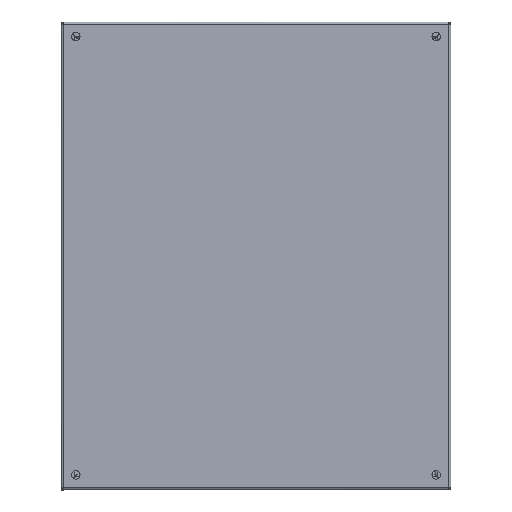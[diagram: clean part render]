
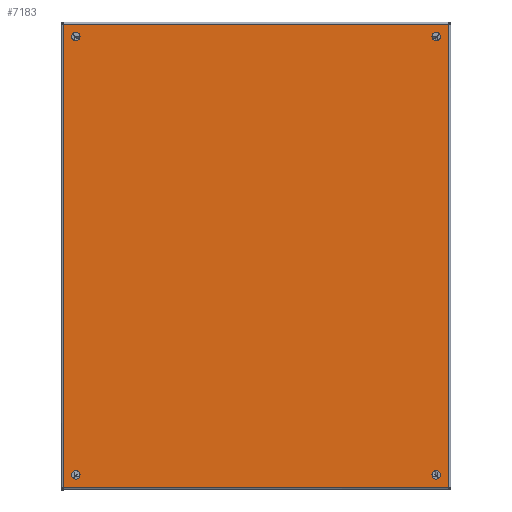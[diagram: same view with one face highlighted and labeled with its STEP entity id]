
A CAD part, top view. The second image highlights one B-rep face of the part: STEP entity #7183.
In plain terms, the highlighted planar face has unit normal (0, 0, 1).
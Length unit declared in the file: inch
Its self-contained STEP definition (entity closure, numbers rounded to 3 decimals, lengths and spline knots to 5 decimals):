
#2746 = CARTESIAN_POINT ( 'NONE',  ( -0.01975, -0.00777, 12.9175 ) ) ;
#3575 = CARTESIAN_POINT ( 'NONE',  ( 0.40625, 0.625, 12.9175 ) ) ;
#3693 = EDGE_CURVE ( 'NONE', #44664, #44664, #24115, .T. ) ;
#4047 = VERTEX_POINT ( 'NONE', #2746 ) ;
#4653 = FACE_BOUND ( 'NONE', #42339, .T. ) ;
#4655 = EDGE_LOOP ( 'NONE', ( #10073 ) ) ;
#5355 = ORIENTED_EDGE ( 'NONE', *, *, #38037, .T. ) ;
#5723 = EDGE_LOOP ( 'NONE', ( #74582 ) ) ;
#6207 = ORIENTED_EDGE ( 'NONE', *, *, #40827, .F. ) ;
#6643 = VECTOR ( 'NONE', #55240, 39.37008 ) ;
#6831 = LINE ( 'NONE', #47646, #14771 ) ;
#7183 = ADVANCED_FACE ( 'NONE', ( #39175, #70997, #38226, #4653, #70032 ), #17747, .F. ) ;
#9091 = CIRCLE ( 'NONE', #61397, 0.21875 ) ;
#9407 = CARTESIAN_POINT ( 'NONE',  ( 19.81289, -0.06289, 12.9175 ) ) ;
#10073 = ORIENTED_EDGE ( 'NONE', *, *, #3693, .F. ) ;
#11160 = DIRECTION ( 'NONE',  ( -1., 0., 0. ) ) ;
#11394 = CARTESIAN_POINT ( 'NONE',  ( -0.00777, -0.01975, 12.9175 ) ) ;
#12081 = DIRECTION ( 'NONE',  ( -1., 0., 0. ) ) ;
#13005 = CARTESIAN_POINT ( 'NONE',  ( -0.01975, 11.875, 12.9175 ) ) ;
#14646 = DIRECTION ( 'NONE',  ( 0., 0., -1. ) ) ;
#14771 = VECTOR ( 'NONE', #72694, 39.37008 ) ;
#14935 = DIRECTION ( 'NONE',  ( 1., 0., 0. ) ) ;
#15493 = VERTEX_POINT ( 'NONE', #25275 ) ;
#15671 = EDGE_LOOP ( 'NONE', ( #50841, #41944, #37506, #29582, #5355, #43451, #58293, #66470 ) ) ;
#17470 = DIRECTION ( 'NONE',  ( 0., 0., -1. ) ) ;
#17747 = PLANE ( 'NONE',  #81533 ) ;
#18295 = EDGE_CURVE ( 'NONE', #52204, #26545, #63610, .T. ) ;
#18691 = CIRCLE ( 'NONE', #54695, 0.07 ) ;
#18894 = CARTESIAN_POINT ( 'NONE',  ( 19.76975, 23.75777, 12.9175 ) ) ;
#20668 = CARTESIAN_POINT ( 'NONE',  ( 19.81289, 23.81289, 12.9175 ) ) ;
#20759 = EDGE_CURVE ( 'NONE', #4047, #26545, #18691, .T. ) ;
#21214 = EDGE_CURVE ( 'NONE', #64453, #64453, #52134, .T. ) ;
#21257 = EDGE_CURVE ( 'NONE', #4047, #15493, #23398, .T. ) ;
#21821 = CARTESIAN_POINT ( 'NONE',  ( -0.00777, 23.76975, 12.9175 ) ) ;
#22535 = AXIS2_PLACEMENT_3D ( 'NONE', #9407, #52741, #14935 ) ;
#22545 = CARTESIAN_POINT ( 'NONE',  ( 19.76975, 11.875, 12.9175 ) ) ;
#23398 = LINE ( 'NONE', #13005, #6643 ) ;
#23939 = EDGE_CURVE ( 'NONE', #49517, #49517, #9091, .T. ) ;
#24115 = CIRCLE ( 'NONE', #31216, 0.21875 ) ;
#25275 = CARTESIAN_POINT ( 'NONE',  ( -0.01975, 23.75777, 12.9175 ) ) ;
#25717 = DIRECTION ( 'NONE',  ( -1., 0., 0. ) ) ;
#26449 = DIRECTION ( 'NONE',  ( 1., 0., 0. ) ) ;
#26545 = VERTEX_POINT ( 'NONE', #11394 ) ;
#29173 = LINE ( 'NONE', #22545, #58961 ) ;
#29582 = ORIENTED_EDGE ( 'NONE', *, *, #72120, .F. ) ;
#30073 = DIRECTION ( 'NONE',  ( -1., 0., 0. ) ) ;
#31216 = AXIS2_PLACEMENT_3D ( 'NONE', #74233, #43097, #30073 ) ;
#32073 = DIRECTION ( 'NONE',  ( 0., 0., 1. ) ) ;
#32199 = ORIENTED_EDGE ( 'NONE', *, *, #23939, .F. ) ;
#33049 = CARTESIAN_POINT ( 'NONE',  ( 19.75777, 23.76975, 12.9175 ) ) ;
#33678 = DIRECTION ( 'NONE',  ( 0., 0., 1. ) ) ;
#33884 = CIRCLE ( 'NONE', #76414, 0.21875 ) ;
#34239 = CARTESIAN_POINT ( 'NONE',  ( 19.125, 0.625, 12.9175 ) ) ;
#36378 = CIRCLE ( 'NONE', #22535, 0.07 ) ;
#37251 = CARTESIAN_POINT ( 'NONE',  ( 18.90625, 23.125, 12.9175 ) ) ;
#37506 = ORIENTED_EDGE ( 'NONE', *, *, #39335, .T. ) ;
#38025 = VERTEX_POINT ( 'NONE', #64471 ) ;
#38037 = EDGE_CURVE ( 'NONE', #52173, #15493, #56638, .T. ) ;
#38226 = FACE_BOUND ( 'NONE', #5723, .T. ) ;
#38355 = DIRECTION ( 'NONE',  ( -1., 0., 0. ) ) ;
#39128 = CARTESIAN_POINT ( 'NONE',  ( 18.90625, 0.625, 12.9175 ) ) ;
#39175 = FACE_BOUND ( 'NONE', #4655, .T. ) ;
#39335 = EDGE_CURVE ( 'NONE', #46423, #41317, #63119, .T. ) ;
#40030 = CARTESIAN_POINT ( 'NONE',  ( -0.06289, 23.81289, 12.9175 ) ) ;
#40827 = EDGE_CURVE ( 'NONE', #44503, #44503, #33884, .T. ) ;
#41317 = VERTEX_POINT ( 'NONE', #33049 ) ;
#41944 = ORIENTED_EDGE ( 'NONE', *, *, #67275, .F. ) ;
#42339 = EDGE_LOOP ( 'NONE', ( #6207 ) ) ;
#43097 = DIRECTION ( 'NONE',  ( 0., 0., 1. ) ) ;
#43451 = ORIENTED_EDGE ( 'NONE', *, *, #21257, .F. ) ;
#44230 = DIRECTION ( 'NONE',  ( 0., 0., -1. ) ) ;
#44503 = VERTEX_POINT ( 'NONE', #39128 ) ;
#44596 = AXIS2_PLACEMENT_3D ( 'NONE', #57497, #63621, #38355 ) ;
#44664 = VERTEX_POINT ( 'NONE', #65311 ) ;
#46423 = VERTEX_POINT ( 'NONE', #18894 ) ;
#47646 = CARTESIAN_POINT ( 'NONE',  ( 9.875, 23.76975, 12.9175 ) ) ;
#48001 = DIRECTION ( 'NONE',  ( 0., -1., 0. ) ) ;
#48083 = AXIS2_PLACEMENT_3D ( 'NONE', #20668, #64999, #26449 ) ;
#48784 = EDGE_LOOP ( 'NONE', ( #32199 ) ) ;
#49517 = VERTEX_POINT ( 'NONE', #37251 ) ;
#50330 = DIRECTION ( 'NONE',  ( 1., 0., 0. ) ) ;
#50841 = ORIENTED_EDGE ( 'NONE', *, *, #73331, .T. ) ;
#51929 = DIRECTION ( 'NONE',  ( 1., 0., 0. ) ) ;
#52134 = CIRCLE ( 'NONE', #44596, 0.21875 ) ;
#52173 = VERTEX_POINT ( 'NONE', #21821 ) ;
#52204 = VERTEX_POINT ( 'NONE', #70914 ) ;
#52741 = DIRECTION ( 'NONE',  ( 0., 0., -1. ) ) ;
#53707 = VECTOR ( 'NONE', #12081, 39.37008 ) ;
#54695 = AXIS2_PLACEMENT_3D ( 'NONE', #63684, #44230, #50330 ) ;
#55240 = DIRECTION ( 'NONE',  ( 0., 1., 0. ) ) ;
#56638 = CIRCLE ( 'NONE', #74614, 0.07 ) ;
#57497 = CARTESIAN_POINT ( 'NONE',  ( 0.625, 0.625, 12.9175 ) ) ;
#58293 = ORIENTED_EDGE ( 'NONE', *, *, #20759, .T. ) ;
#58961 = VECTOR ( 'NONE', #48001, 39.37008 ) ;
#61397 = AXIS2_PLACEMENT_3D ( 'NONE', #70677, #32073, #25717 ) ;
#63119 = CIRCLE ( 'NONE', #48083, 0.07 ) ;
#63610 = LINE ( 'NONE', #69098, #53707 ) ;
#63621 = DIRECTION ( 'NONE',  ( 0., 0., 1. ) ) ;
#63684 = CARTESIAN_POINT ( 'NONE',  ( -0.06289, -0.06289, 12.9175 ) ) ;
#64453 = VERTEX_POINT ( 'NONE', #3575 ) ;
#64471 = CARTESIAN_POINT ( 'NONE',  ( 19.76975, -0.00777, 12.9175 ) ) ;
#64999 = DIRECTION ( 'NONE',  ( 0., 0., -1. ) ) ;
#65311 = CARTESIAN_POINT ( 'NONE',  ( 0.40625, 23.125, 12.9175 ) ) ;
#66470 = ORIENTED_EDGE ( 'NONE', *, *, #18295, .F. ) ;
#67275 = EDGE_CURVE ( 'NONE', #46423, #38025, #29173, .T. ) ;
#69098 = CARTESIAN_POINT ( 'NONE',  ( 9.875, -0.01975, 12.9175 ) ) ;
#70032 = FACE_OUTER_BOUND ( 'NONE', #15671, .T. ) ;
#70677 = CARTESIAN_POINT ( 'NONE',  ( 19.125, 23.125, 12.9175 ) ) ;
#70914 = CARTESIAN_POINT ( 'NONE',  ( 19.75777, -0.01975, 12.9175 ) ) ;
#70997 = FACE_BOUND ( 'NONE', #48784, .T. ) ;
#71192 = DIRECTION ( 'NONE',  ( -1., 0., 0. ) ) ;
#72120 = EDGE_CURVE ( 'NONE', #52173, #41317, #6831, .T. ) ;
#72694 = DIRECTION ( 'NONE',  ( 1., 0., 0. ) ) ;
#73331 = EDGE_CURVE ( 'NONE', #52204, #38025, #36378, .T. ) ;
#74233 = CARTESIAN_POINT ( 'NONE',  ( 0.625, 23.125, 12.9175 ) ) ;
#74281 = CARTESIAN_POINT ( 'NONE',  ( 9.875, 11.875, 12.9175 ) ) ;
#74582 = ORIENTED_EDGE ( 'NONE', *, *, #21214, .F. ) ;
#74614 = AXIS2_PLACEMENT_3D ( 'NONE', #40030, #14646, #51929 ) ;
#76414 = AXIS2_PLACEMENT_3D ( 'NONE', #34239, #33678, #71192 ) ;
#81533 = AXIS2_PLACEMENT_3D ( 'NONE', #74281, #17470, #11160 ) ;
